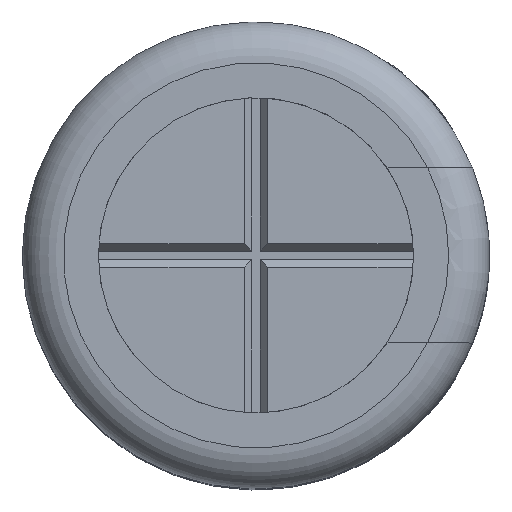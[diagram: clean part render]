
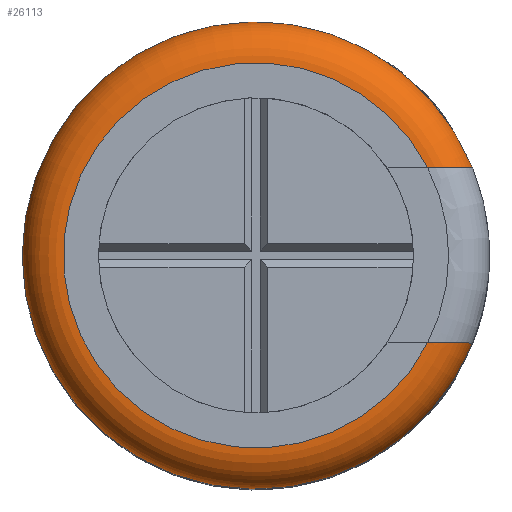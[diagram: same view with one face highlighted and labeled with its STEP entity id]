
A CAD part, top view. The second image highlights one B-rep face of the part: STEP entity #26113.
In plain terms, the highlighted toroidal (fillet/blend) face has major radius 3.3 mm and minor radius 0.7 mm.
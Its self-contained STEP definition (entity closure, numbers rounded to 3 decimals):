
#384 = EDGE_CURVE ( 'NONE', #21222, #27196, #16456, .T. ) ;
#1612 = CARTESIAN_POINT ( 'NONE',  ( 3.686, -1.5, 11.792 ) ) ;
#2368 = CARTESIAN_POINT ( 'NONE',  ( 3.708, -1.5, 11.6 ) ) ;
#2409 = ORIENTED_EDGE ( 'NONE', *, *, #26945, .T. ) ;
#2967 = ORIENTED_EDGE ( 'NONE', *, *, #5427, .F. ) ;
#3544 = DIRECTION ( 'NONE',  ( 0., 0., -1. ) ) ;
#3958 = VERTEX_POINT ( 'NONE', #16547 ) ;
#4297 = DIRECTION ( 'NONE',  ( 1., 0., 0. ) ) ;
#5374 = DIRECTION ( 'NONE',  ( 1., 0., 0. ) ) ;
#5427 = EDGE_CURVE ( 'NONE', #6500, #3958, #20582, .T. ) ;
#5498 = ORIENTED_EDGE ( 'NONE', *, *, #384, .T. ) ;
#5818 = CARTESIAN_POINT ( 'NONE',  ( 3.543, 1.5, 12.045 ) ) ;
#6022 = CARTESIAN_POINT ( 'NONE',  ( 3.325, -1.5, 12.235 ) ) ;
#6486 = DIRECTION ( 'NONE',  ( 0., 0., -1. ) ) ;
#6500 = VERTEX_POINT ( 'NONE', #17213 ) ;
#6551 = DIRECTION ( 'NONE',  ( 0., 0., 1. ) ) ;
#6695 = CARTESIAN_POINT ( 'NONE',  ( 2.939, 1.5, 12.3 ) ) ;
#7068 = ORIENTED_EDGE ( 'NONE', *, *, #23033, .F. ) ;
#7311 = B_SPLINE_CURVE_WITH_KNOTS ( 'NONE', 3,
 ( #10102, #23151, #19276, #5818, #19125, #17003, #21435, #23579 ),
 .UNSPECIFIED., .F., .F.,
 ( 4, 2, 2, 4 ),
 ( 0.001, 0.002, 0.002, 0.002 ),
 .UNSPECIFIED. ) ;
#7979 = AXIS2_PLACEMENT_3D ( 'NONE', #16859, #3544, #5374 ) ;
#8141 = CARTESIAN_POINT ( 'NONE',  ( 3.131, -1.5, 12.3 ) ) ;
#10102 = CARTESIAN_POINT ( 'NONE',  ( 2.939, 1.5, 12.3 ) ) ;
#10460 = CARTESIAN_POINT ( 'NONE',  ( 3.545, -1.5, 12.044 ) ) ;
#13216 = CARTESIAN_POINT ( 'NONE',  ( 0., 0., 12.3 ) ) ;
#13519 = DIRECTION ( 'NONE',  ( 1., 0., 0. ) ) ;
#13554 = AXIS2_PLACEMENT_3D ( 'NONE', #13216, #17631, #21944 ) ;
#13946 = CIRCLE ( 'NONE', #7979, 4. ) ;
#15096 = CARTESIAN_POINT ( 'NONE',  ( 2.939, -1.5, 12.3 ) ) ;
#16456 = B_SPLINE_CURVE_WITH_KNOTS ( 'NONE', 3,
 ( #23652, #25789, #1612, #19057, #10460, #6022, #8141, #15096 ),
 .UNSPECIFIED., .F., .F.,
 ( 4, 2, 2, 4 ),
 ( 0.003, 0.003, 0.003, 0.004 ),
 .UNSPECIFIED. ) ;
#16547 = CARTESIAN_POINT ( 'NONE',  ( 3.708, 1.5, 11.6 ) ) ;
#16859 = CARTESIAN_POINT ( 'NONE',  ( 0., 0., 11.6 ) ) ;
#17003 = CARTESIAN_POINT ( 'NONE',  ( 3.686, 1.5, 11.793 ) ) ;
#17213 = CARTESIAN_POINT ( 'NONE',  ( -4., 0., 11.6 ) ) ;
#17581 = ORIENTED_EDGE ( 'NONE', *, *, #22041, .F. ) ;
#17631 = DIRECTION ( 'NONE',  ( 0., 0., 1. ) ) ;
#18734 = AXIS2_PLACEMENT_3D ( 'NONE', #26259, #6486, #13519 ) ;
#19057 = CARTESIAN_POINT ( 'NONE',  ( 3.604, -1.5, 11.966 ) ) ;
#19125 = CARTESIAN_POINT ( 'NONE',  ( 3.603, 1.5, 11.968 ) ) ;
#19276 = CARTESIAN_POINT ( 'NONE',  ( 3.325, 1.5, 12.235 ) ) ;
#20124 = EDGE_LOOP ( 'NONE', ( #17581, #5498, #7068, #2409, #2967 ) ) ;
#20582 = CIRCLE ( 'NONE', #18734, 4. ) ;
#20679 = TOROIDAL_SURFACE ( 'NONE', #24337, 3.3, 0.7 ) ;
#21222 = VERTEX_POINT ( 'NONE', #2368 ) ;
#21435 = CARTESIAN_POINT ( 'NONE',  ( 3.708, 1.5, 11.697 ) ) ;
#21944 = DIRECTION ( 'NONE',  ( 1., 0., 0. ) ) ;
#22041 = EDGE_CURVE ( 'NONE', #21222, #6500, #13946, .T. ) ;
#23033 = EDGE_CURVE ( 'NONE', #23206, #27196, #25887, .T. ) ;
#23151 = CARTESIAN_POINT ( 'NONE',  ( 3.132, 1.5, 12.3 ) ) ;
#23206 = VERTEX_POINT ( 'NONE', #6695 ) ;
#23579 = CARTESIAN_POINT ( 'NONE',  ( 3.708, 1.5, 11.6 ) ) ;
#23652 = CARTESIAN_POINT ( 'NONE',  ( 3.708, -1.5, 11.6 ) ) ;
#24055 = CARTESIAN_POINT ( 'NONE',  ( 0., 0., 11.6 ) ) ;
#24192 = FACE_OUTER_BOUND ( 'NONE', #20124, .T. ) ;
#24337 = AXIS2_PLACEMENT_3D ( 'NONE', #24055, #6551, #4297 ) ;
#25789 = CARTESIAN_POINT ( 'NONE',  ( 3.708, -1.5, 11.696 ) ) ;
#25887 = CIRCLE ( 'NONE', #13554, 3.3 ) ;
#25975 = CARTESIAN_POINT ( 'NONE',  ( 2.939, -1.5, 12.3 ) ) ;
#26113 = ADVANCED_FACE ( 'NONE', ( #24192 ), #20679, .T. ) ;
#26259 = CARTESIAN_POINT ( 'NONE',  ( 0., 0., 11.6 ) ) ;
#26945 = EDGE_CURVE ( 'NONE', #23206, #3958, #7311, .T. ) ;
#27196 = VERTEX_POINT ( 'NONE', #25975 ) ;
